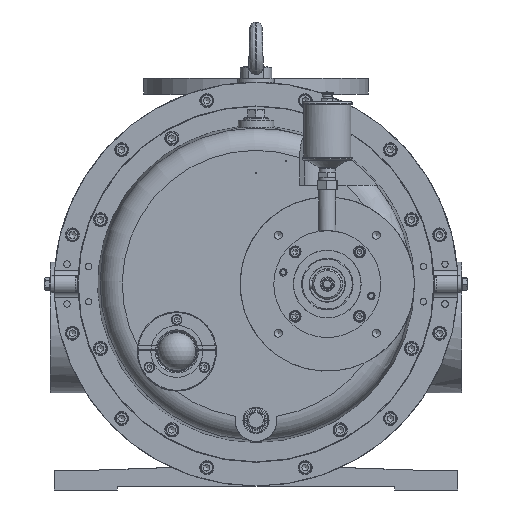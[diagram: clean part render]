
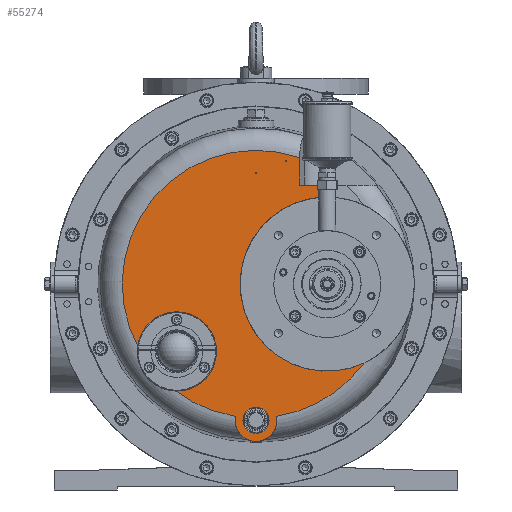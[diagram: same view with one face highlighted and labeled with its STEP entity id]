
A CAD part, front view. The second image highlights one B-rep face of the part: STEP entity #55274.
In plain terms, the highlighted planar face has unit normal (0, -1, 0).
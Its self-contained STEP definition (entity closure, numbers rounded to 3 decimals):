
#52727=CARTESIAN_POINT('',(84.615,-366.0,109.868));
#52728=VERTEX_POINT('',#52727);
#52748=CARTESIAN_POINT('',(136.303,-366.0,-99.78));
#52749=VERTEX_POINT('',#52748);
#52750=CARTESIAN_POINT('',(90.,-366.0,0.));
#52751=DIRECTION('',(0.0,1.0,0.0));
#52752=DIRECTION('',(0.0,0.0,1.0));
#52753=AXIS2_PLACEMENT_3D('',#52750,#52751,#52752);
#52754=CIRCLE('',#52753,110.0);
#52755=EDGE_CURVE('',#52749,#52728,#52754,.T.);
#53219=CARTESIAN_POINT('',(26.006,-366.0,-166.908));
#53220=VERTEX_POINT('',#53219);
#53221=CARTESIAN_POINT('',(0.,-366.,0.));
#53222=DIRECTION('',(0.0,-1.0,0.0));
#53223=DIRECTION('',(0.0,0.0,1.0));
#53224=AXIS2_PLACEMENT_3D('',#53221,#53222,#53223);
#53225=CIRCLE('',#53224,168.922);
#53226=EDGE_CURVE('',#53220,#52749,#53225,.T.);
#54869=CARTESIAN_POINT('',(84.615,-366.0,125.0));
#54870=VERTEX_POINT('',#54869);
#54878=CARTESIAN_POINT('',(84.615,-366.0,109.868));
#54879=DIRECTION('',(0.0,0.0,1.0));
#54880=VECTOR('',#54879,15.132);
#54881=LINE('',#54878,#54880);
#54882=EDGE_CURVE('',#52728,#54870,#54881,.T.);
#54895=CARTESIAN_POINT('',(-26.006,-366.,-166.908));
#54896=VERTEX_POINT('',#54895);
#54897=CARTESIAN_POINT('',(0.,-366.,-172.));
#54898=DIRECTION('',(0.0,1.0,0.0));
#54899=DIRECTION('',(0.0,0.0,-1.0));
#54900=AXIS2_PLACEMENT_3D('',#54897,#54898,#54899);
#54901=CIRCLE('',#54900,26.5);
#54902=EDGE_CURVE('',#53220,#54896,#54901,.T.);
#54966=CARTESIAN_POINT('',(-148.321,-366.,-80.842));
#54967=VERTEX_POINT('',#54966);
#54968=CARTESIAN_POINT('',(-103.681,-366.,-133.36));
#54969=VERTEX_POINT('',#54968);
#54970=CARTESIAN_POINT('',(-100.,-366.,-85.));
#54971=DIRECTION('',(0.0,1.0,0.0));
#54972=DIRECTION('',(0.0,0.0,-1.0));
#54973=AXIS2_PLACEMENT_3D('',#54970,#54971,#54972);
#54974=CIRCLE('',#54973,48.5);
#54975=EDGE_CURVE('',#54967,#54969,#54974,.T.);
#55022=CARTESIAN_POINT('',(55.19,-366.,159.652));
#55023=VERTEX_POINT('',#55022);
#55070=CARTESIAN_POINT('',(0.,-366.,0.));
#55071=DIRECTION('',(0.0,-1.0,0.0));
#55072=DIRECTION('',(0.0,0.0,1.0));
#55073=AXIS2_PLACEMENT_3D('',#55070,#55071,#55072);
#55074=CIRCLE('',#55073,168.922);
#55075=EDGE_CURVE('',#54969,#54896,#55074,.T.);
#55078=CARTESIAN_POINT('',(0.,-366.,0.));
#55079=DIRECTION('',(0.0,-1.0,0.0));
#55080=DIRECTION('',(0.0,0.0,1.0));
#55081=AXIS2_PLACEMENT_3D('',#55078,#55079,#55080);
#55082=CIRCLE('',#55081,168.922);
#55083=EDGE_CURVE('',#55023,#54967,#55082,.T.);
#55094=CARTESIAN_POINT('',(55.19,-366.,125.));
#55095=VERTEX_POINT('',#55094);
#55096=CARTESIAN_POINT('',(55.19,-366.0,125.0));
#55097=DIRECTION('',(0.0,0.0,1.0));
#55098=VECTOR('',#55097,34.652);
#55099=LINE('',#55096,#55098);
#55100=EDGE_CURVE('',#55095,#55023,#55099,.T.);
#55124=CARTESIAN_POINT('',(84.615,-366.0,125.));
#55125=DIRECTION('',(-1.0,0.0,0.0));
#55126=VECTOR('',#55125,29.424);
#55127=LINE('',#55124,#55126);
#55128=EDGE_CURVE('',#54870,#55095,#55127,.T.);
#55162=CARTESIAN_POINT('',(0.,-366.,140.7));
#55163=VERTEX_POINT('',#55162);
#55164=CARTESIAN_POINT('',(0.,-366.,140.0));
#55165=DIRECTION('',(0.0,1.0,0.0));
#55166=DIRECTION('',(0.0,0.0,1.0));
#55167=AXIS2_PLACEMENT_3D('',#55164,#55165,#55166);
#55168=CIRCLE('',#55167,0.7);
#55169=EDGE_CURVE('',#55163,#55163,#55168,.T.);
#55203=CARTESIAN_POINT('',(37.741,-366.0,156.72));
#55204=VERTEX_POINT('',#55203);
#55205=CARTESIAN_POINT('',(37.741,-366.0,156.02));
#55206=DIRECTION('',(0.0,1.0,0.0));
#55207=DIRECTION('',(0.0,0.0,1.0));
#55208=AXIS2_PLACEMENT_3D('',#55205,#55206,#55207);
#55209=CIRCLE('',#55208,0.7);
#55210=EDGE_CURVE('',#55204,#55204,#55209,.T.);
#55241=CARTESIAN_POINT('',(0.,-366.,-172.));
#55242=DIRECTION('',(0.0,1.0,0.0));
#55243=DIRECTION('',(1.0,0.0,0.0));
#55244=AXIS2_PLACEMENT_3D('',#55241,#55242,#55243);
#55245=PLANE('',#55244);
#55246=ORIENTED_EDGE('',*,*,#55128,.T.);
#55247=ORIENTED_EDGE('',*,*,#55100,.T.);
#55248=ORIENTED_EDGE('',*,*,#55083,.T.);
#55249=ORIENTED_EDGE('',*,*,#54975,.T.);
#55250=ORIENTED_EDGE('',*,*,#55075,.T.);
#55251=ORIENTED_EDGE('',*,*,#54902,.F.);
#55252=ORIENTED_EDGE('',*,*,#53226,.T.);
#55253=ORIENTED_EDGE('',*,*,#52755,.T.);
#55254=ORIENTED_EDGE('',*,*,#54882,.T.);
#55255=EDGE_LOOP('',(#55246,#55247,#55248,#55249,#55250,#55251,#55252,#55253,#55254));
#55256=FACE_OUTER_BOUND('',#55255,.T.);
#55257=ORIENTED_EDGE('',*,*,#55210,.T.);
#55258=EDGE_LOOP('',(#55257));
#55259=FACE_BOUND('',#55258,.T.);
#55260=ORIENTED_EDGE('',*,*,#55169,.T.);
#55261=EDGE_LOOP('',(#55260));
#55262=FACE_BOUND('',#55261,.T.);
#55263=CARTESIAN_POINT('',(0.,-366.,-155.5));
#55264=VERTEX_POINT('',#55263);
#55265=CARTESIAN_POINT('',(0.,-366.,-172.));
#55266=DIRECTION('',(0.0,1.0,0.0));
#55267=DIRECTION('',(0.0,0.0,1.0));
#55268=AXIS2_PLACEMENT_3D('',#55265,#55266,#55267);
#55269=CIRCLE('',#55268,16.5);
#55270=EDGE_CURVE('',#55264,#55264,#55269,.T.);
#55271=ORIENTED_EDGE('',*,*,#55270,.T.);
#55272=EDGE_LOOP('',(#55271));
#55273=FACE_BOUND('',#55272,.T.);
#55274=ADVANCED_FACE('',(#55256,#55259,#55262,#55273),#55245,.F.);
